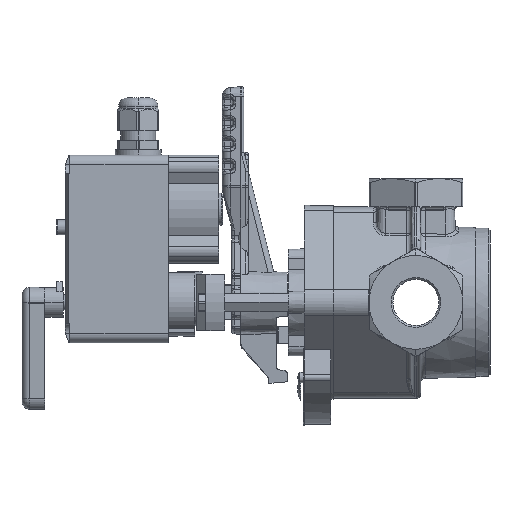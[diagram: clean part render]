
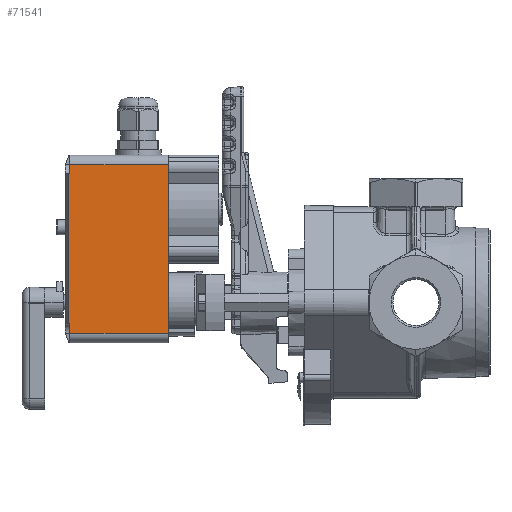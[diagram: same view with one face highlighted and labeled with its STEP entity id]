
A CAD part, left-side view. The second image highlights one B-rep face of the part: STEP entity #71541.
In plain terms, the highlighted planar face has unit normal (-1, 0, 0).
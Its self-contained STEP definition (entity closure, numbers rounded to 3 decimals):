
#70966=CARTESIAN_POINT('Vertex',(-31.,184.5,-11.5)) ;
#70969=CARTESIAN_POINT('Line Origine',(-31.,184.75,-11.5)) ;
#70973=CARTESIAN_POINT('Vertex',(-31.,185.,-11.5)) ;
#71004=CARTESIAN_POINT('Vertex',(-31.,184.5,-16.5)) ;
#71007=CARTESIAN_POINT('Line Origine',(-31.,184.5,-14.)) ;
#71349=CARTESIAN_POINT('Vertex',(-31.,185.,68.5)) ;
#71354=CARTESIAN_POINT('Line Origine',(-31.,184.75,68.5)) ;
#71358=CARTESIAN_POINT('Vertex',(-31.,184.5,68.5)) ;
#71446=CARTESIAN_POINT('Line Origine',(-31.,184.5,71.)) ;
#71450=CARTESIAN_POINT('Vertex',(-31.,184.5,73.5)) ;
#71490=CARTESIAN_POINT('Line Origine',(-31.,159.5,73.5)) ;
#71494=CARTESIAN_POINT('Vertex',(-31.,132.,73.5)) ;
#71509=CARTESIAN_POINT('Axis2P3D Location',(-31.,132.,73.5)) ;
#71514=CARTESIAN_POINT('Line Origine',(-31.,158.25,-16.5)) ;
#71518=CARTESIAN_POINT('Vertex',(-31.,132.,-16.5)) ;
#71521=CARTESIAN_POINT('Line Origine',(-31.,132.,28.5)) ;
#71526=CARTESIAN_POINT('Line Origine',(-31.,185.,28.5)) ;
#70970=DIRECTION('Vector Direction',(0.,-1.,0.)) ;
#71008=DIRECTION('Vector Direction',(0.,0.,-1.)) ;
#71355=DIRECTION('Vector Direction',(0.,-1.,0.)) ;
#71447=DIRECTION('Vector Direction',(0.,0.,-1.)) ;
#71491=DIRECTION('Vector Direction',(0.,1.,0.)) ;
#71510=DIRECTION('Axis2P3D Direction',(1.,0.,0.)) ;
#71511=DIRECTION('Axis2P3D XDirection',(0.,0.,-1.)) ;
#71515=DIRECTION('Vector Direction',(0.,1.,0.)) ;
#71522=DIRECTION('Vector Direction',(0.,0.,-1.)) ;
#71527=DIRECTION('Vector Direction',(0.,0.,1.)) ;
#71512=AXIS2_PLACEMENT_3D('Plane Axis2P3D',#71509,#71510,#71511) ;
#71532=ORIENTED_EDGE('',*,*,#71520,.F.) ;
#71533=ORIENTED_EDGE('',*,*,#71525,.T.) ;
#71534=ORIENTED_EDGE('',*,*,#71496,.T.) ;
#71535=ORIENTED_EDGE('',*,*,#71452,.T.) ;
#71536=ORIENTED_EDGE('',*,*,#71360,.F.) ;
#71537=ORIENTED_EDGE('',*,*,#71530,.F.) ;
#71538=ORIENTED_EDGE('',*,*,#70975,.T.) ;
#71539=ORIENTED_EDGE('',*,*,#71011,.T.) ;
#70971=VECTOR('Line Direction',#70970,1.) ;
#71009=VECTOR('Line Direction',#71008,1.) ;
#71356=VECTOR('Line Direction',#71355,1.) ;
#71448=VECTOR('Line Direction',#71447,1.) ;
#71492=VECTOR('Line Direction',#71491,1.) ;
#71516=VECTOR('Line Direction',#71515,1.) ;
#71523=VECTOR('Line Direction',#71522,1.) ;
#71528=VECTOR('Line Direction',#71527,1.) ;
#71541=ADVANCED_FACE('PartBody',(#71540),#71513,.F.) ;
#70975=EDGE_CURVE('',#70974,#70967,#70972,.T.) ;
#71011=EDGE_CURVE('',#70967,#71005,#71010,.T.) ;
#71360=EDGE_CURVE('',#71350,#71359,#71357,.T.) ;
#71452=EDGE_CURVE('',#71451,#71359,#71449,.T.) ;
#71496=EDGE_CURVE('',#71495,#71451,#71493,.T.) ;
#71520=EDGE_CURVE('',#71519,#71005,#71517,.T.) ;
#71525=EDGE_CURVE('',#71519,#71495,#71524,.F.) ;
#71530=EDGE_CURVE('',#70974,#71350,#71529,.T.) ;
#71531=EDGE_LOOP('',(#71532,#71533,#71534,#71535,#71536,#71537,#71538,#71539)) ;
#71540=FACE_OUTER_BOUND('',#71531,.T.) ;
#70972=LINE('Line',#70969,#70971) ;
#71010=LINE('Line',#71007,#71009) ;
#71357=LINE('Line',#71354,#71356) ;
#71449=LINE('Line',#71446,#71448) ;
#71493=LINE('Line',#71490,#71492) ;
#71517=LINE('Line',#71514,#71516) ;
#71524=LINE('Line',#71521,#71523) ;
#71529=LINE('Line',#71526,#71528) ;
#71513=PLANE('',#71512) ;
#70967=VERTEX_POINT('',#70966) ;
#70974=VERTEX_POINT('',#70973) ;
#71005=VERTEX_POINT('',#71004) ;
#71350=VERTEX_POINT('',#71349) ;
#71359=VERTEX_POINT('',#71358) ;
#71451=VERTEX_POINT('',#71450) ;
#71495=VERTEX_POINT('',#71494) ;
#71519=VERTEX_POINT('',#71518) ;
